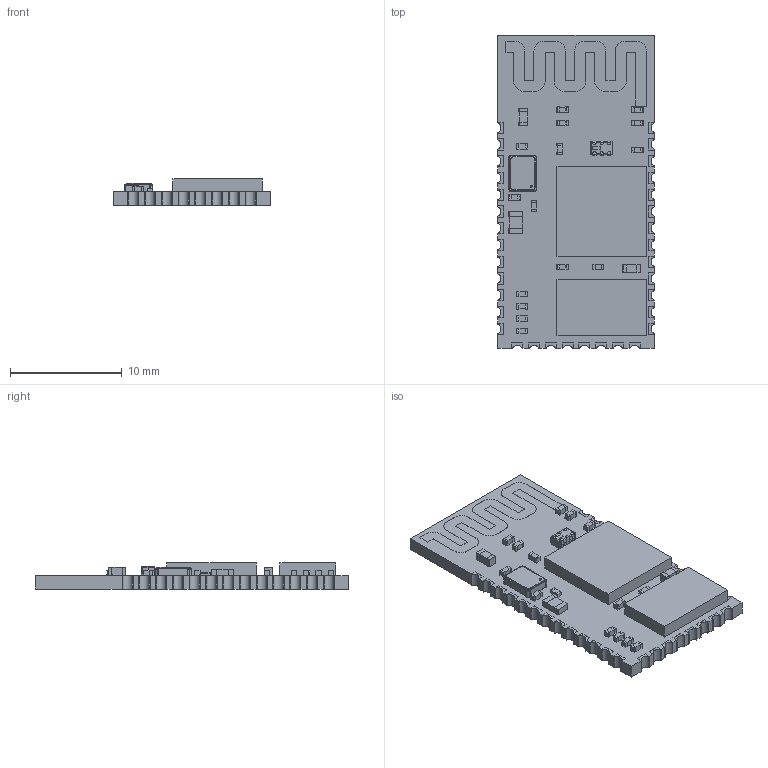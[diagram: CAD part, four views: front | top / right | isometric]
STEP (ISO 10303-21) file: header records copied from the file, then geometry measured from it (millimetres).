
FILE_DESCRIPTION(('FreeCAD Model'),'2;1');
FILE_NAME('hc-06.step','2017-02-19T01:17:26',(''),(''), 'Open CASCADE STEP processor 6.8','FreeCAD','Unknown');
FILE_SCHEMA(('AUTOMOTIVE_DESIGN_CC2 { 1 2 10303 214 -1 1 5 4 }'));
Length unit declared in the file: millimetre
Products named in the file (2): ASSEMBLY; User_Library-Bluetooth_HC-06__
Assembly tree (1 placements, depth 2):
  ASSEMBLY
    User_Library-Bluetooth_HC-06__
Bounding box: 14.02 x 28.01 x 2.35 mm (x, y, z)
Volume: 591.4 mm3; surface area: 1010.8 mm2
Topology: 1 solids, 1 shells, 1097 faces, 2812 edges, 1664 vertices
Faces by surface type: plane 617, cylinder 454, bspline 18, torus 8
Entity records: 40233 total; most frequent: CARTESIAN_POINT 6945, ORIENTED_EDGE 5474, DIRECTION 4996, EDGE_CURVE 2737, LINE 2084, VECTOR 2084, VERTEX_POINT 1664, AXIS2_PLACEMENT_3D 1456
